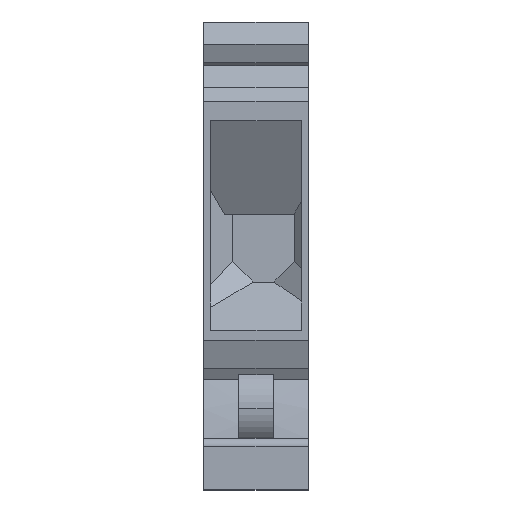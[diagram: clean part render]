
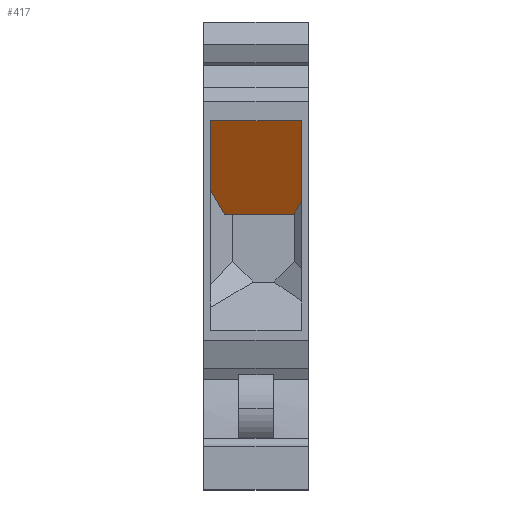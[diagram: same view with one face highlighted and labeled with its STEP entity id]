
A CAD part, front view. The second image highlights one B-rep face of the part: STEP entity #417.
In plain terms, the highlighted planar face has unit normal (0, -0.866, -0.5).
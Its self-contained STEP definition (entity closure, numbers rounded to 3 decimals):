
#417=ADVANCED_FACE('',(#893),#894,.F.);
#893=FACE_OUTER_BOUND('',#1419,.T.);
#894=PLANE('',#1420);
#1419=EDGE_LOOP('',(#2722,#2723,#2724,#2725,#2726,#2727,#2728));
#1420=AXIS2_PLACEMENT_3D('',#2729,#2730,#2731);
#2722=ORIENTED_EDGE('',*,*,#3756,.F.);
#2723=ORIENTED_EDGE('',*,*,#3747,.F.);
#2724=ORIENTED_EDGE('',*,*,#3751,.F.);
#2725=ORIENTED_EDGE('',*,*,#3757,.T.);
#2726=ORIENTED_EDGE('',*,*,#3758,.T.);
#2727=ORIENTED_EDGE('',*,*,#3759,.T.);
#2728=ORIENTED_EDGE('',*,*,#3760,.T.);
#2729=CARTESIAN_POINT('',(3.95,7.052,35.35));
#2730=DIRECTION('',(0.0,0.866,0.5));
#2731=DIRECTION('',(-1.0,0.0,0.0));
#3747=EDGE_CURVE('',#4679,#4682,#4683,.T.);
#3751=EDGE_CURVE('',#4688,#4679,#4689,.T.);
#3756=EDGE_CURVE('',#4682,#4696,#4697,.T.);
#3757=EDGE_CURVE('',#4688,#4698,#4699,.T.);
#3758=EDGE_CURVE('',#4698,#4700,#4701,.T.);
#3759=EDGE_CURVE('',#4700,#4702,#4703,.T.);
#3760=EDGE_CURVE('',#4702,#4696,#4704,.T.);
#4679=VERTEX_POINT('',#5981);
#4682=VERTEX_POINT('',#5985);
#4683=LINE('',#5986,#5987);
#4688=VERTEX_POINT('',#5994);
#4689=LINE('',#5995,#5996);
#4696=VERTEX_POINT('',#6006);
#4697=LINE('',#6007,#6008);
#4698=VERTEX_POINT('',#6009);
#4699=LINE('',#6010,#6011);
#4700=VERTEX_POINT('',#6012);
#4701=LINE('',#6013,#6014);
#4702=VERTEX_POINT('',#6015);
#4703=LINE('',#6016,#6017);
#4704=LINE('',#6018,#6019);
#5981=CARTESIAN_POINT('',(0.8,2.7,42.889));
#5985=CARTESIAN_POINT('',(11.35,2.7,42.889));
#5986=CARTESIAN_POINT('',(10.15,2.7,42.889));
#5987=VECTOR('',#6768,1.0);
#5994=CARTESIAN_POINT('',(0.8,7.35,34.835));
#5995=CARTESIAN_POINT('',(0.8,9.532,31.056));
#5996=VECTOR('',#6771,1.0);
#6006=CARTESIAN_POINT('',(11.35,8.1,33.536));
#6007=CARTESIAN_POINT('',(11.35,9.532,31.056));
#6008=VECTOR('',#6775,1.0);
#6009=CARTESIAN_POINT('',(2.43,8.98,32.011));
#6010=CARTESIAN_POINT('',(2.982,9.532,31.056));
#6011=VECTOR('',#6776,1.0);
#6012=CARTESIAN_POINT('',(10.55,8.98,32.011));
#6013=CARTESIAN_POINT('',(11.75,8.98,32.011));
#6014=VECTOR('',#6777,1.0);
#6015=CARTESIAN_POINT('',(10.55,8.9,32.15));
#6016=CARTESIAN_POINT('',(10.55,9.532,31.056));
#6017=VECTOR('',#6778,1.0);
#6018=CARTESIAN_POINT('',(9.918,9.532,31.056));
#6019=VECTOR('',#6779,1.0);
#6768=DIRECTION('',(1.0,0.0,0.0));
#6771=DIRECTION('',(0.,-0.5,0.866));
#6775=DIRECTION('',(0.0,0.5,-0.866));
#6776=DIRECTION('',(0.447,0.447,-0.775));
#6777=DIRECTION('',(1.0,0.0,0.0));
#6778=DIRECTION('',(0.0,-0.5,0.866));
#6779=DIRECTION('',(0.447,-0.447,0.775));
